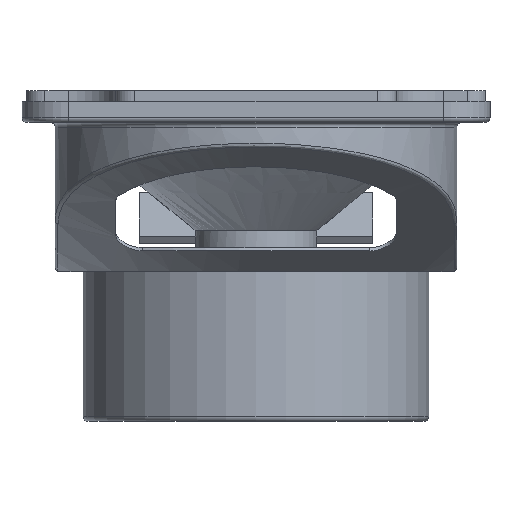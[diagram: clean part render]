
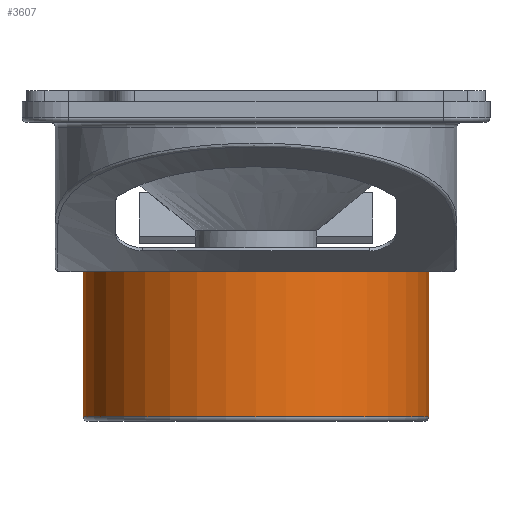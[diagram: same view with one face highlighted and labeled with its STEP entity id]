
A CAD part, front view. The second image highlights one B-rep face of the part: STEP entity #3607.
In plain terms, the highlighted cylindrical face has radius 18.5 mm (diameter 37 mm), a full revolution.
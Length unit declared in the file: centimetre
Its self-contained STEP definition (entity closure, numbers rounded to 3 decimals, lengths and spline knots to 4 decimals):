
#53=CYLINDRICAL_SURFACE('',#721,1.85);
#142=CIRCLE('',#710,1.85);
#147=CIRCLE('',#720,1.85);
#710=AXIS2_PLACEMENT_3D('',#7020,#1073,#1074);
#720=AXIS2_PLACEMENT_3D('',#7035,#1088,#1089);
#721=AXIS2_PLACEMENT_3D('',#7037,#1090,#1091);
#1073=DIRECTION('',(0.,0.,1.));
#1074=DIRECTION('',(-1.85,0.,0.));
#1088=DIRECTION('',(0.,0.,-1.));
#1089=DIRECTION('',(1.85,0.,0.));
#1090=DIRECTION('',(0.,0.,-1.));
#1091=DIRECTION('',(-1.85,0.,0.));
#1673=VERTEX_POINT('',#7021);
#1678=VERTEX_POINT('',#7036);
#2064=EDGE_CURVE('',#1673,#1673,#142,.T.);
#2069=EDGE_CURVE('',#1678,#1678,#147,.T.);
#2583=ORIENTED_EDGE('',*,*,#2064,.F.);
#2584=ORIENTED_EDGE('',*,*,#2069,.F.);
#3222=EDGE_LOOP('',(#2583));
#3223=EDGE_LOOP('',(#2584));
#3420=FACE_BOUND('',#3222,.T.);
#3421=FACE_BOUND('',#3223,.T.);
#3607=ADVANCED_FACE('',(#3420,#3421),#53,.T.);
#7020=CARTESIAN_POINT('',(0.,0.,0.));
#7021=CARTESIAN_POINT('',(-1.85,0.,0.));
#7035=CARTESIAN_POINT('',(0.,0.,-1.55));
#7036=CARTESIAN_POINT('',(-1.85,0.,-1.55));
#7037=CARTESIAN_POINT('',(0.,0.,0.));
